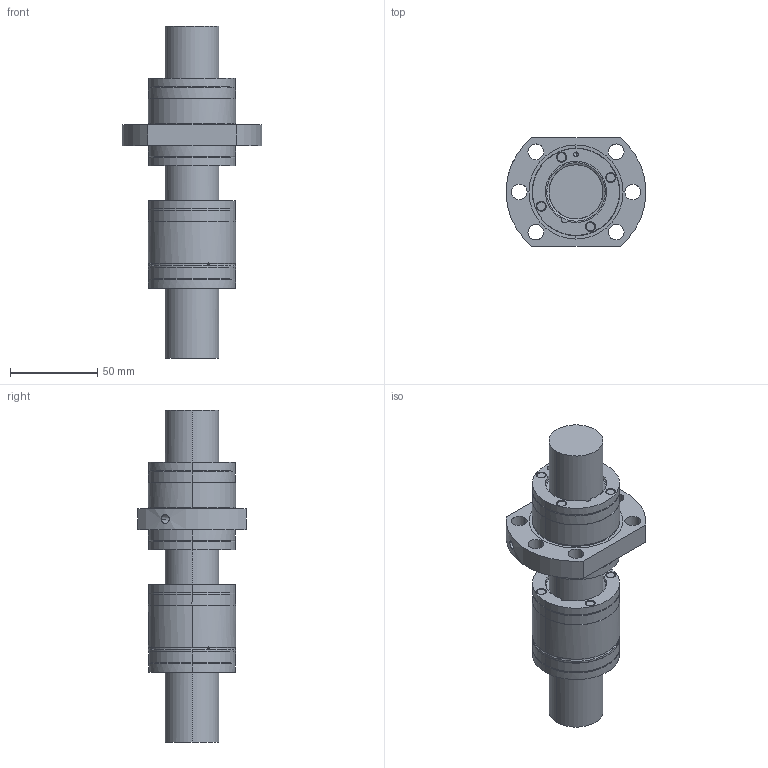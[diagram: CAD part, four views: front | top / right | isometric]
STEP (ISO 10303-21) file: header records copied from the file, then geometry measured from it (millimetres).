
FILE_DESCRIPTION(('Creo Elements/Direct Modeling STEP Export'),'2;1');
FILE_NAME('HSB-KGT-M-3240RH-4g.stp','2015-05-13T15:51:53',(''),(''),'Creo Elements/Direct Modeling STEP processor for AP214 (Solid Model)','Creo Elements/Direct Modeling 18.1F 24-Jul-2014 (C) Parametric Technology GmbH','');
FILE_SCHEMA(('AUTOMOTIVE_DESIGN { 1 0 10303 214 1 1 1 1 }'));
Length unit declared in the file: millimetre
Products named in the file (3): HSB-KGM-F-3240RH-4g_22813; HSB-KGM-M-3240RH-4g_20891; HSB-KGS-3240RH-4g-T7_23882
Bounding box: 79.74 x 62 x 190 mm (x, y, z)
Volume: 284953.8 mm3; surface area: 57928.7 mm2
Topology: 3 solids, 3 shells, 223 faces, 620 edges, 427 vertices
Faces by surface type: cylinder 104, cone 62, plane 43, torus 14
Entity records: 11001 total; most frequent: CARTESIAN_POINT 4048, ORIENTED_EDGE 1220, DIRECTION 926, EDGE_CURVE 610, VERTEX_POINT 427, AXIS2_PLACEMENT_3D 374, EDGE_LOOP 273, COLOUR_RGB 226
